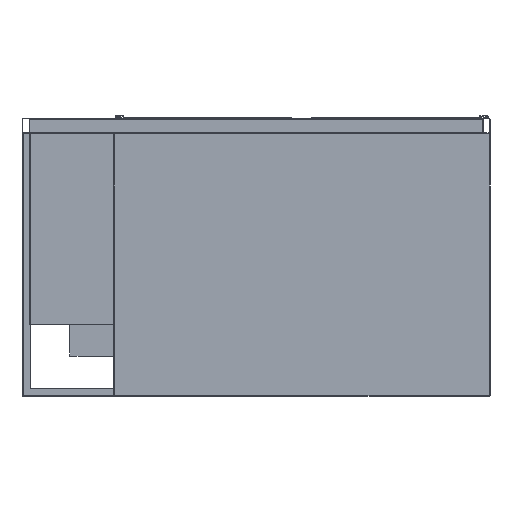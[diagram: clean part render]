
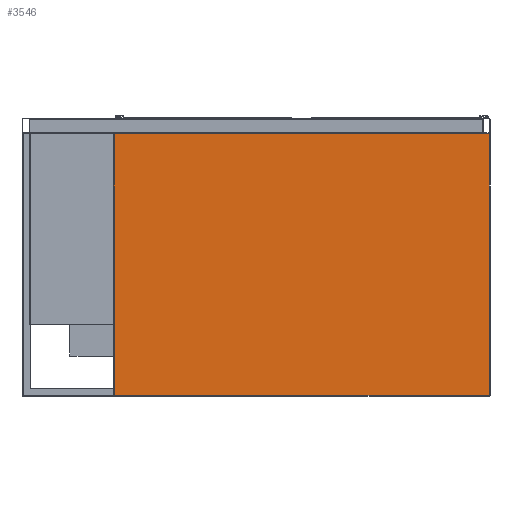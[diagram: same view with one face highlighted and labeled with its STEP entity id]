
A CAD part, front view. The second image highlights one B-rep face of the part: STEP entity #3546.
In plain terms, the highlighted planar face has unit normal (0, -1, 0).
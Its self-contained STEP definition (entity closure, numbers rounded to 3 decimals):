
#806 = PLANE ( 'NONE',  #6908 ) ;
#896 = DIRECTION ( 'NONE',  ( -1., 0., 0. ) ) ;
#1421 = DIRECTION ( 'NONE',  ( 0., 0., -1. ) ) ;
#2023 = CARTESIAN_POINT ( 'NONE',  ( -513., -280., -758. ) ) ;
#2228 = EDGE_LOOP ( 'NONE', ( #13644, #7512, #17144, #7889 ) ) ;
#2389 = EDGE_CURVE ( 'NONE', #12785, #12410, #15386, .T. ) ;
#3546 = ADVANCED_FACE ( 'Fl�che8', ( #13053 ), #806, .T. ) ;
#3900 = CARTESIAN_POINT ( 'NONE',  ( -515., -280., -42. ) ) ;
#5085 = LINE ( 'NONE', #3900, #7730 ) ;
#5486 = DIRECTION ( 'NONE',  ( 1., 0., 0. ) ) ;
#5997 = VERTEX_POINT ( 'NONE', #2023 ) ;
#6659 = EDGE_CURVE ( 'NONE', #5997, #12785, #17987, .T. ) ;
#6908 = AXIS2_PLACEMENT_3D ( 'NONE', #19086, #14639, #17513 ) ;
#7512 = ORIENTED_EDGE ( 'NONE', *, *, #16657, .T. ) ;
#7730 = VECTOR ( 'NONE', #896, 1000. ) ;
#7889 = ORIENTED_EDGE ( 'NONE', *, *, #2389, .T. ) ;
#8755 = CARTESIAN_POINT ( 'NONE',  ( -515., -280., -758. ) ) ;
#8892 = CARTESIAN_POINT ( 'NONE',  ( -513., -280., -760. ) ) ;
#9219 = CARTESIAN_POINT ( 'NONE',  ( 513., -280., -760. ) ) ;
#10372 = VECTOR ( 'NONE', #12187, 1000. ) ;
#12187 = DIRECTION ( 'NONE',  ( 0., 0., 1. ) ) ;
#12204 = CARTESIAN_POINT ( 'NONE',  ( 513., -280., -758. ) ) ;
#12332 = CARTESIAN_POINT ( 'NONE',  ( 513., -280., -42. ) ) ;
#12410 = VERTEX_POINT ( 'NONE', #12332 ) ;
#12785 = VERTEX_POINT ( 'NONE', #12204 ) ;
#13053 = FACE_OUTER_BOUND ( 'NONE', #2228, .T. ) ;
#13634 = VECTOR ( 'NONE', #5486, 1000. ) ;
#13644 = ORIENTED_EDGE ( 'NONE', *, *, #15683, .T. ) ;
#13657 = VERTEX_POINT ( 'NONE', #15156 ) ;
#13670 = LINE ( 'NONE', #8892, #15051 ) ;
#14639 = DIRECTION ( 'NONE',  ( 0., -1., 0. ) ) ;
#15051 = VECTOR ( 'NONE', #1421, 1000. ) ;
#15156 = CARTESIAN_POINT ( 'NONE',  ( -513., -280., -42. ) ) ;
#15386 = LINE ( 'NONE', #9219, #10372 ) ;
#15683 = EDGE_CURVE ( 'NONE', #12410, #13657, #5085, .T. ) ;
#16657 = EDGE_CURVE ( 'NONE', #13657, #5997, #13670, .T. ) ;
#17144 = ORIENTED_EDGE ( 'NONE', *, *, #6659, .T. ) ;
#17513 = DIRECTION ( 'NONE',  ( 0., 0., -1. ) ) ;
#17987 = LINE ( 'NONE', #8755, #13634 ) ;
#19086 = CARTESIAN_POINT ( 'NONE',  ( -515., -280., -760. ) ) ;
